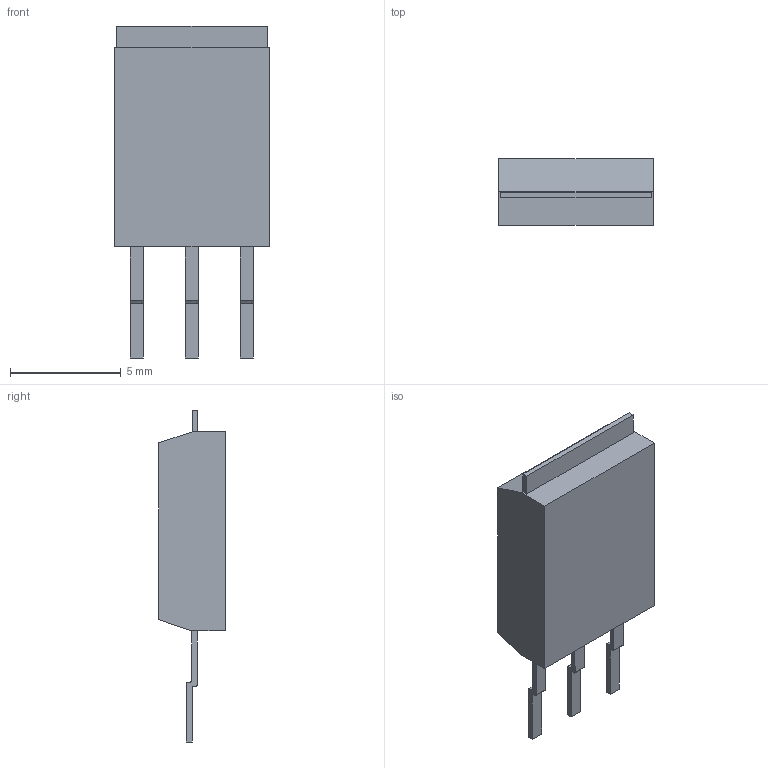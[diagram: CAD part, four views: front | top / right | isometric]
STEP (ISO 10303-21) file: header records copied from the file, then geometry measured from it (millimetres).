
FILE_DESCRIPTION(('FreeCAD Model'),'2;1');
FILE_NAME('A57.step','2020-04-27T12:54:43',('Author'),(''), 'Open CASCADE STEP processor 7.3','FreeCAD','Unknown');
FILE_SCHEMA(('AUTOMOTIVE_DESIGN { 1 0 10303 214 1 1 1 1 }'));
Length unit declared in the file: millimetre
Products named in the file (4): center; body; right; left
Bounding box: 7 x 3.01 x 15.01 mm (x, y, z)
Volume: 187.8 mm3; surface area: 256.1 mm2
Topology: 4 solids, 4 shells, 43 faces, 102 edges, 68 vertices
Faces by surface type: plane 37, extrusion 6
Entity records: 2733 total; most frequent: CARTESIAN_POINT 516, DIRECTION 356, VECTOR 280, LINE 274, ORIENTED_EDGE 204, PCURVE 204, DEFINITIONAL_REPRESENTATION 204, EDGE_CURVE 102
